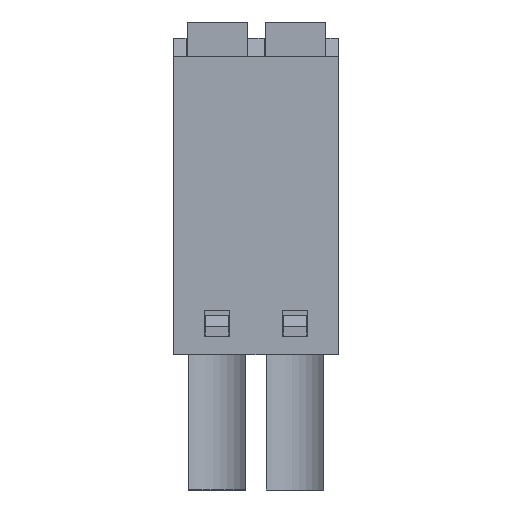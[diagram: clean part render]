
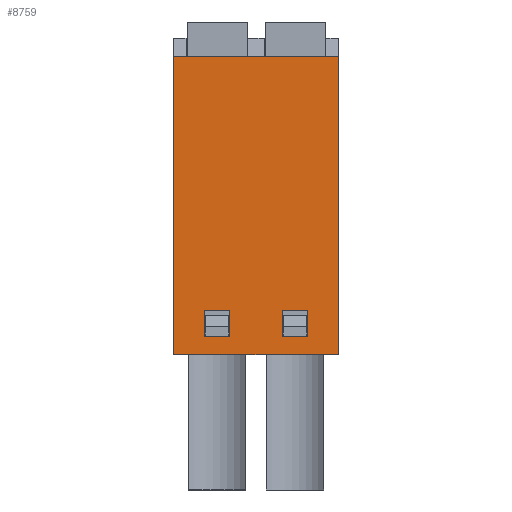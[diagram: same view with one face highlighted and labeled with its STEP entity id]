
A CAD part, front view. The second image highlights one B-rep face of the part: STEP entity #8759.
In plain terms, the highlighted planar face has unit normal (0, -1, 0).
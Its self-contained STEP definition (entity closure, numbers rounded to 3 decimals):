
#864=ORIENTED_EDGE('',*,*,#3185,.F.);
#865=ORIENTED_EDGE('',*,*,#3355,.F.);
#866=ORIENTED_EDGE('',*,*,#3356,.F.);
#867=ORIENTED_EDGE('',*,*,#3357,.F.);
#868=ORIENTED_EDGE('',*,*,#3346,.F.);
#869=ORIENTED_EDGE('',*,*,#3358,.F.);
#870=ORIENTED_EDGE('',*,*,#3359,.F.);
#871=ORIENTED_EDGE('',*,*,#3360,.F.);
#872=ORIENTED_EDGE('',*,*,#3361,.T.);
#873=ORIENTED_EDGE('',*,*,#3161,.F.);
#874=ORIENTED_EDGE('',*,*,#3362,.F.);
#875=ORIENTED_EDGE('',*,*,#3100,.T.);
#3100=EDGE_CURVE('',#4372,#4371,#5240,.T.);
#3161=EDGE_CURVE('',#4422,#4423,#5301,.T.);
#3185=EDGE_CURVE('',#4441,#4442,#5325,.T.);
#3346=EDGE_CURVE('',#4557,#4558,#5463,.T.);
#3355=EDGE_CURVE('',#4563,#4441,#5470,.T.);
#3356=EDGE_CURVE('',#4564,#4563,#5471,.T.);
#3357=EDGE_CURVE('',#4442,#4564,#5472,.T.);
#3358=EDGE_CURVE('',#4565,#4557,#5473,.T.);
#3359=EDGE_CURVE('',#4566,#4565,#5474,.T.);
#3360=EDGE_CURVE('',#4558,#4566,#5475,.T.);
#3361=EDGE_CURVE('',#4371,#4423,#5476,.T.);
#3362=EDGE_CURVE('',#4372,#4422,#5477,.T.);
#4371=VERTEX_POINT('',#12549);
#4372=VERTEX_POINT('',#12551);
#4422=VERTEX_POINT('',#12668);
#4423=VERTEX_POINT('',#12670);
#4441=VERTEX_POINT('',#12713);
#4442=VERTEX_POINT('',#12715);
#4557=VERTEX_POINT('',#13058);
#4558=VERTEX_POINT('',#13060);
#4563=VERTEX_POINT('',#13077);
#4564=VERTEX_POINT('',#13079);
#4565=VERTEX_POINT('',#13082);
#4566=VERTEX_POINT('',#13084);
#5240=LINE('',#12550,#6355);
#5301=LINE('',#12669,#6416);
#5325=LINE('',#12714,#6440);
#5463=LINE('',#13059,#6578);
#5470=LINE('',#13076,#6585);
#5471=LINE('',#13078,#6586);
#5472=LINE('',#13080,#6587);
#5473=LINE('',#13081,#6588);
#5474=LINE('',#13083,#6589);
#5475=LINE('',#13085,#6590);
#5476=LINE('',#13086,#6591);
#5477=LINE('',#13087,#6592);
#6355=VECTOR('',#10071,1000.);
#6416=VECTOR('',#10146,1000.);
#6440=VECTOR('',#10174,1000.);
#6578=VECTOR('',#10426,1000.);
#6585=VECTOR('',#10443,1000.);
#6586=VECTOR('',#10444,1000.);
#6587=VECTOR('',#10445,1000.);
#6588=VECTOR('',#10446,1000.);
#6589=VECTOR('',#10447,1000.);
#6590=VECTOR('',#10448,1000.);
#6591=VECTOR('',#10449,1000.);
#6592=VECTOR('',#10450,1000.);
#7435=EDGE_LOOP('',(#864,#865,#866,#867));
#7436=EDGE_LOOP('',(#868,#869,#870,#871));
#7437=EDGE_LOOP('',(#872,#873,#874,#875));
#7914=FACE_BOUND('',#7435,.T.);
#7915=FACE_BOUND('',#7436,.T.);
#7916=FACE_BOUND('',#7437,.T.);
#8381=PLANE('',#9313);
#8759=ADVANCED_FACE('',(#7914,#7915,#7916),#8381,.F.);
#9313=AXIS2_PLACEMENT_3D('',#13075,#10441,#10442);
#10071=DIRECTION('',(-1.,0.,0.));
#10146=DIRECTION('',(-1.,0.,0.));
#10174=DIRECTION('',(1.,0.,0.));
#10426=DIRECTION('',(1.,0.,0.));
#10441=DIRECTION('',(0.,1.,0.));
#10442=DIRECTION('',(0.,0.,1.));
#10443=DIRECTION('',(0.,0.,-1.));
#10444=DIRECTION('',(-1.,0.,0.));
#10445=DIRECTION('',(0.,0.,1.));
#10446=DIRECTION('',(0.,0.,-1.));
#10447=DIRECTION('',(-1.,0.,0.));
#10448=DIRECTION('',(0.,0.,1.));
#10449=DIRECTION('',(0.,0.,-1.));
#10450=DIRECTION('',(0.,0.,-1.));
#12549=CARTESIAN_POINT('',(-4.01,-3.9,7.25));
#12550=CARTESIAN_POINT('',(4.01,-3.9,7.25));
#12551=CARTESIAN_POINT('',(4.01,-3.9,7.25));
#12668=CARTESIAN_POINT('',(4.01,-3.9,-7.25));
#12669=CARTESIAN_POINT('',(4.01,-3.9,-7.25));
#12670=CARTESIAN_POINT('',(-4.01,-3.9,-7.25));
#12713=CARTESIAN_POINT('',(-2.53,-3.9,-6.35));
#12714=CARTESIAN_POINT('',(-2.53,-3.9,-6.35));
#12715=CARTESIAN_POINT('',(-1.28,-3.9,-6.35));
#13058=CARTESIAN_POINT('',(1.28,-3.9,-6.35));
#13059=CARTESIAN_POINT('',(1.28,-3.9,-6.35));
#13060=CARTESIAN_POINT('',(2.53,-3.9,-6.35));
#13075=CARTESIAN_POINT('',(4.01,-3.9,7.25));
#13076=CARTESIAN_POINT('',(-2.53,-3.9,-5.1));
#13077=CARTESIAN_POINT('',(-2.53,-3.9,-5.1));
#13078=CARTESIAN_POINT('',(-1.28,-3.9,-5.1));
#13079=CARTESIAN_POINT('',(-1.28,-3.9,-5.1));
#13080=CARTESIAN_POINT('',(-1.28,-3.9,-6.35));
#13081=CARTESIAN_POINT('',(1.28,-3.9,-5.1));
#13082=CARTESIAN_POINT('',(1.28,-3.9,-5.1));
#13083=CARTESIAN_POINT('',(2.53,-3.9,-5.1));
#13084=CARTESIAN_POINT('',(2.53,-3.9,-5.1));
#13085=CARTESIAN_POINT('',(2.53,-3.9,-6.35));
#13086=CARTESIAN_POINT('',(-4.01,-3.9,7.25));
#13087=CARTESIAN_POINT('',(4.01,-3.9,7.25));
